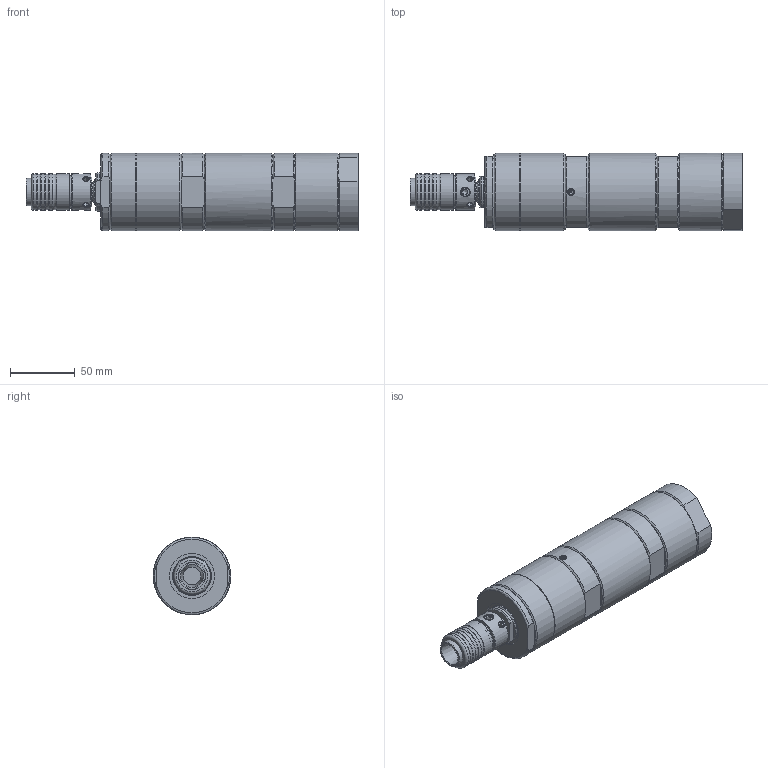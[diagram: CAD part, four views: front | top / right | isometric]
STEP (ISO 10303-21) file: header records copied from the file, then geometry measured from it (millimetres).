
FILE_DESCRIPTION(/* description */ (''),/* implementation_level */ '2;1');
FILE_NAME(/* name */ 'EBM 120-5400 WS_60038715.stp',/* time_stamp */ '2015-01-28T15:20:40+01:00',/* author */ ('ekoch'),/* organization */ (''),/* preprocessor_version */ 'ST-DEVELOPER v15.2',/* originating_system */ 'Autodesk Inventor 2014',/* authorisation */ '');
FILE_SCHEMA (('AUTOMOTIVE_DESIGN { 1 0 10303 214 3 1 1 }'));
Length unit declared in the file: millimetre
Products named in the file (1): EBM 120-5400 WS_60038715
Bounding box: 257 x 60 x 60 mm (x, y, z)
Volume: 580057.1 mm3; surface area: 57808.9 mm2
Topology: 1 solids, 12 shells, 325 faces, 746 edges, 481 vertices
Faces by surface type: plane 156, cylinder 91, cone 55, bspline 12, torus 9, sphere 2
Full cylindrical faces by diameter (mm): 1.55 x2, 3.5 x4, 3.6 x1, 4 x1, 4.134 x4, 5 x1, 5.25 x2, 5.5 x1, 5.6 x2, 6.647 x4, 13.8 x1, 14 x2, 14.95 x1, 18.631 x1, 18.8 x1, 18.917 x1, 21 x1, 23 x1, 24.8 x1, 24.9 x1, 26.96 x1, 27.3 x1, 28.4 x4, 28.6 x1, 29.95 x1, 35 x1, 53.43 x2, 55.01 x1, 55.178 x1, 55.376 x1
Entity records: 11264 total; most frequent: CARTESIAN_POINT 4407, DIRECTION 1308, ORIENTED_EDGE 1204, EDGE_CURVE 602, AXIS2_PLACEMENT_3D 510, EDGE_LOOP 478, VERTEX_POINT 434, ADVANCED_FACE 325
